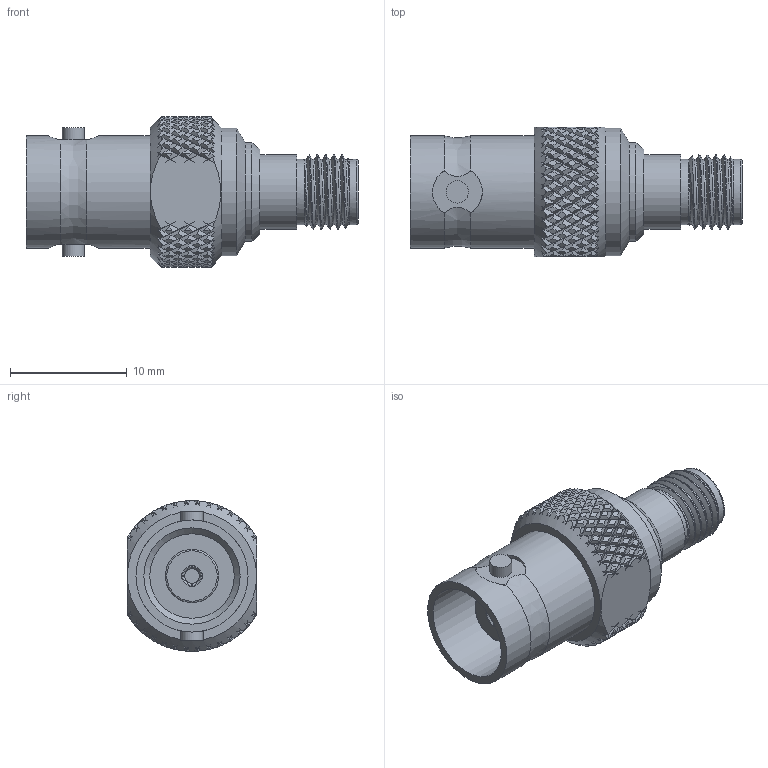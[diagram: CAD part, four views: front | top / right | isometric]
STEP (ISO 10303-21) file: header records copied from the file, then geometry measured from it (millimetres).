
FILE_DESCRIPTION (( 'STEP AP203' ), '1' );
FILE_NAME ('SM4713_3D.step', '2020-05-22T15:24:34', ( '' ), ( '' ), 'SwSTEP 2.0', 'SolidWorks 2018', '' );
FILE_SCHEMA (( 'CONFIG_CONTROL_DESIGN' ));
Products named in the file (1): SM4713_3D
Bounding box: 28.45 x 11.11 x 12.92 mm (x, y, z)
Volume: 1509.5 mm3; surface area: 1558.4 mm2
Topology: 1 solids, 1 shells, 1092 faces, 2355 edges, 1275 vertices
Faces by surface type: bspline 837, cylinder 183, plane 56, cone 14, torus 2
Full cylindrical faces by diameter (mm): 0.94 x1, 1.194 x1, 1.27 x1, 1.778 x1, 1.905 x2, 4.572 x2, 5.582 x2, 6.415 x1, 8.255 x1, 8.487 x1, 9.601 x2, 10.948 x1
Entity records: 39603 total; most frequent: CARTESIAN_POINT 25096, ORIENTED_EDGE 4642, EDGE_CURVE 2321, VERTEX_POINT 1265, EDGE_LOOP 1126, FACE_OUTER_BOUND 1110, B_SPLINE_CURVE_WITH_KNOTS 1105, ADVANCED_FACE 1092
